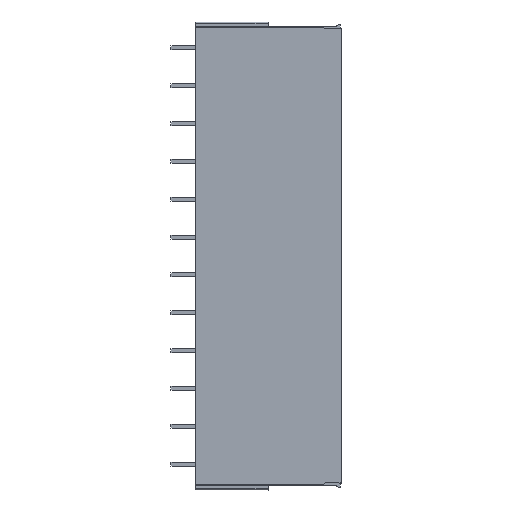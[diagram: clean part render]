
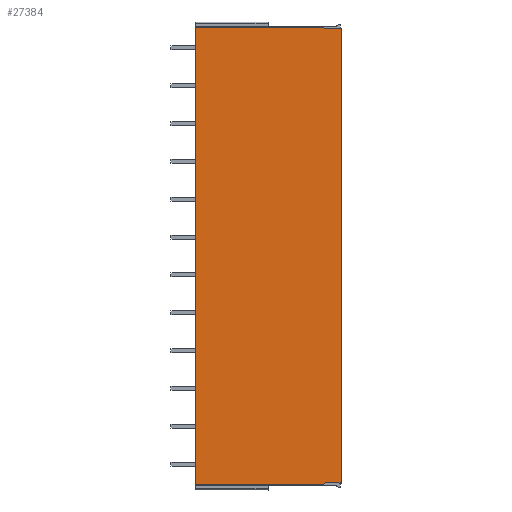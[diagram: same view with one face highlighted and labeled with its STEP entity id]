
A CAD part, top view. The second image highlights one B-rep face of the part: STEP entity #27384.
In plain terms, the highlighted planar face has unit normal (0, 0, 1).
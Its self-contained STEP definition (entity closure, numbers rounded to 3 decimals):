
#2255=DIRECTION('',(0.,1.,0.));
#2256=VECTOR('',#2255,91.44);
#2257=CARTESIAN_POINT('',(14.625,1.4,7.145));
#2258=LINE('',#2257,#2256);
#8128=CARTESIAN_POINT('',(-14.625,93.088,7.143));
#8136=CARTESIAN_POINT('',(-14.625,1.152,7.143));
#9442=DIRECTION('',(-0.907,0.421,-0.004));
#9443=VECTOR('',#9442,0.594);
#9444=CARTESIAN_POINT('',(11.525,92.84,7.145));
#9445=LINE('',#9444,#9443);
#9446=DIRECTION('',(-1.,0.,0.));
#9447=VECTOR('',#9446,3.1);
#9448=CARTESIAN_POINT('',(14.625,92.84,7.145));
#9449=LINE('',#9448,#9447);
#9450=DIRECTION('',(-1.,0.,0.));
#9451=VECTOR('',#9450,3.1);
#9452=CARTESIAN_POINT('',(14.625,1.4,7.145));
#9453=LINE('',#9452,#9451);
#9454=DIRECTION('',(-0.907,-0.421,-0.004));
#9455=VECTOR('',#9454,0.594);
#9456=CARTESIAN_POINT('',(11.525,1.4,7.145));
#9457=LINE('',#9456,#9455);
#9458=DIRECTION('',(1.,0.,0.));
#9459=VECTOR('',#9458,25.611);
#9460=CARTESIAN_POINT('',(-14.625,1.152,7.143));
#9461=LINE('',#9460,#9459);
#9462=DIRECTION('',(0.,1.,0.));
#9463=VECTOR('',#9462,91.936);
#9464=CARTESIAN_POINT('',(-14.625,1.152,7.143));
#9465=LINE('',#9464,#9463);
#9466=DIRECTION('',(-1.,0.,0.));
#9467=VECTOR('',#9466,25.611);
#9468=CARTESIAN_POINT('',(10.986,93.09,7.143));
#9469=LINE('',#9468,#9467);
#11887=CARTESIAN_POINT('',(14.625,1.4,7.145));
#11888=CARTESIAN_POINT('',(11.525,1.4,7.145));
#11889=VERTEX_POINT('',#11887);
#11890=VERTEX_POINT('',#11888);
#11925=VERTEX_POINT('',#8136);
#11934=CARTESIAN_POINT('',(10.986,1.15,7.143));
#11935=VERTEX_POINT('',#11934);
#12389=VERTEX_POINT('',#8128);
#12537=CARTESIAN_POINT('',(11.525,92.84,7.145));
#12539=VERTEX_POINT('',#12537);
#12599=CARTESIAN_POINT('',(10.986,93.09,7.143));
#12600=VERTEX_POINT('',#12599);
#12601=CARTESIAN_POINT('',(14.625,92.84,7.145));
#12602=VERTEX_POINT('',#12601);
#27366=CARTESIAN_POINT('',(-14.625,0.,7.145));
#27367=DIRECTION('',(0.,0.,1.));
#27368=DIRECTION('',(1.,0.,0.));
#27369=AXIS2_PLACEMENT_3D('',#27366,#27367,#27368);
#27370=PLANE('',#27369);
#27371=ORIENTED_EDGE('',*,*,#26300,.F.);
#27372=ORIENTED_EDGE('',*,*,#27361,.F.);
#27373=ORIENTED_EDGE('',*,*,#15412,.F.);
#27375=ORIENTED_EDGE('',*,*,#27374,.T.);
#27377=ORIENTED_EDGE('',*,*,#27376,.T.);
#27379=ORIENTED_EDGE('',*,*,#27378,.F.);
#27380=ORIENTED_EDGE('',*,*,#25889,.T.);
#27381=ORIENTED_EDGE('',*,*,#26283,.F.);
#27382=EDGE_LOOP('',(#27371,#27372,#27373,#27375,#27377,#27379,#27380,#27381));
#27383=FACE_OUTER_BOUND('',#27382,.F.);
#27384=ADVANCED_FACE('',(#27383),#27370,.T.);
#15412=EDGE_CURVE('',#11889,#12602,#2258,.T.);
#25889=EDGE_CURVE('',#11925,#12389,#9465,.T.);
#26283=EDGE_CURVE('',#12600,#12389,#9469,.T.);
#26300=EDGE_CURVE('',#12539,#12600,#9445,.T.);
#27361=EDGE_CURVE('',#12602,#12539,#9449,.T.);
#27374=EDGE_CURVE('',#11889,#11890,#9453,.T.);
#27376=EDGE_CURVE('',#11890,#11935,#9457,.T.);
#27378=EDGE_CURVE('',#11925,#11935,#9461,.T.);
